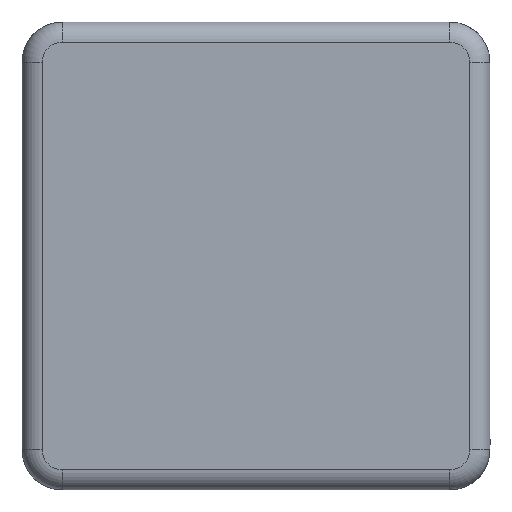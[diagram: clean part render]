
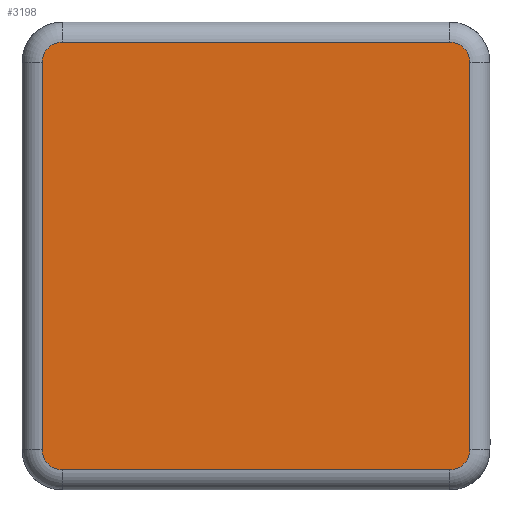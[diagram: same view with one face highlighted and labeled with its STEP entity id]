
A CAD part, front view. The second image highlights one B-rep face of the part: STEP entity #3198.
In plain terms, the highlighted planar face has unit normal (0, -1, 0).
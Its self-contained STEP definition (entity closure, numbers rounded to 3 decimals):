
#6 = DIRECTION ( 'NONE',  ( 0., 0., -1. ) ) ;
#16 = CARTESIAN_POINT ( 'NONE',  ( 48., 0., 53. ) ) ;
#64 = CARTESIAN_POINT ( 'NONE',  ( 53., 0., -48. ) ) ;
#99 = EDGE_CURVE ( 'NONE', #278, #781, #1266, .T. ) ;
#136 = CARTESIAN_POINT ( 'NONE',  ( -48., 0., 53. ) ) ;
#184 = EDGE_CURVE ( 'NONE', #3067, #1406, #1009, .T. ) ;
#204 = EDGE_CURVE ( 'NONE', #2713, #1631, #2821, .T. ) ;
#278 = VERTEX_POINT ( 'NONE', #64 ) ;
#354 = DIRECTION ( 'NONE',  ( 0., 0., -1. ) ) ;
#373 = ORIENTED_EDGE ( 'NONE', *, *, #2519, .T. ) ;
#391 = ORIENTED_EDGE ( 'NONE', *, *, #184, .T. ) ;
#450 = EDGE_CURVE ( 'NONE', #3155, #2713, #1428, .T. ) ;
#454 = FACE_OUTER_BOUND ( 'NONE', #985, .T. ) ;
#481 = CIRCLE ( 'NONE', #910, 5. ) ;
#523 = DIRECTION ( 'NONE',  ( 0., -1., 0. ) ) ;
#548 = CARTESIAN_POINT ( 'NONE',  ( 48., 0., -53. ) ) ;
#551 = DIRECTION ( 'NONE',  ( 1., 0., 0. ) ) ;
#637 = VECTOR ( 'NONE', #2441, 1000. ) ;
#719 = CARTESIAN_POINT ( 'NONE',  ( 48., 0., -48. ) ) ;
#754 = DIRECTION ( 'NONE',  ( 0., -1., 0. ) ) ;
#781 = VERTEX_POINT ( 'NONE', #2338 ) ;
#798 = EDGE_CURVE ( 'NONE', #781, #3155, #1898, .T. ) ;
#832 = ORIENTED_EDGE ( 'NONE', *, *, #450, .T. ) ;
#845 = LINE ( 'NONE', #1892, #637 ) ;
#880 = ORIENTED_EDGE ( 'NONE', *, *, #204, .T. ) ;
#910 = AXIS2_PLACEMENT_3D ( 'NONE', #719, #3330, #1465 ) ;
#976 = DIRECTION ( 'NONE',  ( 0., -1., 0. ) ) ;
#985 = EDGE_LOOP ( 'NONE', ( #2668, #373, #391, #3031, #1828, #3082, #832, #880 ) ) ;
#989 = DIRECTION ( 'NONE',  ( -1., 0., 0. ) ) ;
#1009 = LINE ( 'NONE', #2057, #2666 ) ;
#1030 = EDGE_CURVE ( 'NONE', #1406, #278, #481, .T. ) ;
#1058 = DIRECTION ( 'NONE',  ( 0., 0., 1. ) ) ;
#1104 = CARTESIAN_POINT ( 'NONE',  ( -53., 0., 48. ) ) ;
#1114 = DIRECTION ( 'NONE',  ( 0., -1., 0. ) ) ;
#1196 = CARTESIAN_POINT ( 'NONE',  ( -48., 0., -53. ) ) ;
#1266 = LINE ( 'NONE', #2366, #2876 ) ;
#1406 = VERTEX_POINT ( 'NONE', #548 ) ;
#1428 = LINE ( 'NONE', #1709, #2446 ) ;
#1454 = AXIS2_PLACEMENT_3D ( 'NONE', #3151, #1114, #354 ) ;
#1465 = DIRECTION ( 'NONE',  ( 0., 0., -1. ) ) ;
#1631 = VERTEX_POINT ( 'NONE', #1104 ) ;
#1709 = CARTESIAN_POINT ( 'NONE',  ( -48., 0., 53. ) ) ;
#1823 = CARTESIAN_POINT ( 'NONE',  ( 48., 0., 48. ) ) ;
#1828 = ORIENTED_EDGE ( 'NONE', *, *, #99, .T. ) ;
#1892 = CARTESIAN_POINT ( 'NONE',  ( -53., 0., -48. ) ) ;
#1898 = CIRCLE ( 'NONE', #2500, 5. ) ;
#2012 = AXIS2_PLACEMENT_3D ( 'NONE', #3316, #976, #2331 ) ;
#2057 = CARTESIAN_POINT ( 'NONE',  ( 48., 0., -53. ) ) ;
#2227 = CIRCLE ( 'NONE', #1454, 5. ) ;
#2275 = PLANE ( 'NONE',  #2012 ) ;
#2331 = DIRECTION ( 'NONE',  ( 0., 0., -1. ) ) ;
#2338 = CARTESIAN_POINT ( 'NONE',  ( 53., 0., 48. ) ) ;
#2366 = CARTESIAN_POINT ( 'NONE',  ( 53., 0., 48. ) ) ;
#2370 = EDGE_CURVE ( 'NONE', #1631, #3288, #845, .T. ) ;
#2441 = DIRECTION ( 'NONE',  ( 0., 0., -1. ) ) ;
#2446 = VECTOR ( 'NONE', #989, 1000. ) ;
#2500 = AXIS2_PLACEMENT_3D ( 'NONE', #1823, #523, #6 ) ;
#2519 = EDGE_CURVE ( 'NONE', #3288, #3067, #2227, .T. ) ;
#2666 = VECTOR ( 'NONE', #551, 1000. ) ;
#2668 = ORIENTED_EDGE ( 'NONE', *, *, #2370, .T. ) ;
#2713 = VERTEX_POINT ( 'NONE', #136 ) ;
#2715 = AXIS2_PLACEMENT_3D ( 'NONE', #3094, #754, #2857 ) ;
#2821 = CIRCLE ( 'NONE', #2715, 5. ) ;
#2839 = CARTESIAN_POINT ( 'NONE',  ( -53., 0., -48. ) ) ;
#2857 = DIRECTION ( 'NONE',  ( 0., 0., -1. ) ) ;
#2876 = VECTOR ( 'NONE', #1058, 1000. ) ;
#3031 = ORIENTED_EDGE ( 'NONE', *, *, #1030, .T. ) ;
#3067 = VERTEX_POINT ( 'NONE', #1196 ) ;
#3082 = ORIENTED_EDGE ( 'NONE', *, *, #798, .T. ) ;
#3094 = CARTESIAN_POINT ( 'NONE',  ( -48., 0., 48. ) ) ;
#3151 = CARTESIAN_POINT ( 'NONE',  ( -48., 0., -48. ) ) ;
#3155 = VERTEX_POINT ( 'NONE', #16 ) ;
#3198 = ADVANCED_FACE ( 'NONE', ( #454 ), #2275, .T. ) ;
#3288 = VERTEX_POINT ( 'NONE', #2839 ) ;
#3316 = CARTESIAN_POINT ( 'NONE',  ( -48., 0., 48. ) ) ;
#3330 = DIRECTION ( 'NONE',  ( 0., -1., 0. ) ) ;
